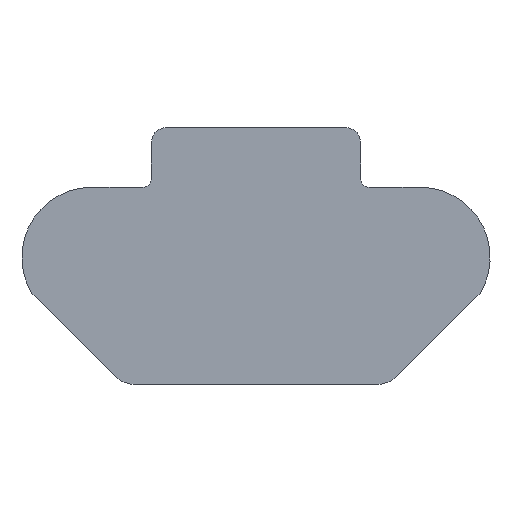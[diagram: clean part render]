
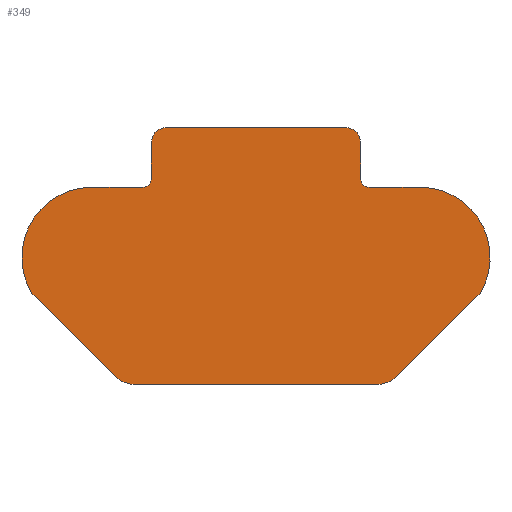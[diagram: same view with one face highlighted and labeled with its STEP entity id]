
A CAD part, front view. The second image highlights one B-rep face of the part: STEP entity #349.
In plain terms, the highlighted planar face has unit normal (0, -1, 0).
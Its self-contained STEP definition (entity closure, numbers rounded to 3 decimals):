
#18=PLANE('',#384);
#29=FACE_OUTER_BOUND('',#48,.T.);
#48=EDGE_LOOP('',(#244,#245,#246,#247,#248,#249,#250,#251,#252,#253,#254,
#255,#256,#257,#258,#259));
#69=LINE('',#538,#102);
#72=LINE('',#544,#105);
#73=LINE('',#548,#106);
#74=LINE('',#552,#107);
#75=LINE('',#556,#108);
#76=LINE('',#560,#109);
#77=LINE('',#564,#110);
#78=LINE('',#568,#111);
#102=VECTOR('',#429,10.);
#105=VECTOR('',#434,10.);
#106=VECTOR('',#437,10.);
#107=VECTOR('',#440,10.);
#108=VECTOR('',#443,10.);
#109=VECTOR('',#446,10.);
#110=VECTOR('',#449,10.);
#111=VECTOR('',#452,10.);
#134=CIRCLE('',#382,0.5);
#135=CIRCLE('',#385,0.5);
#136=CIRCLE('',#386,0.3);
#137=CIRCLE('',#387,2.338);
#138=CIRCLE('',#388,1.);
#139=CIRCLE('',#389,1.);
#140=CIRCLE('',#390,2.338);
#141=CIRCLE('',#391,0.3);
#153=VERTEX_POINT('',#531);
#154=VERTEX_POINT('',#533);
#155=VERTEX_POINT('',#537);
#157=VERTEX_POINT('',#543);
#158=VERTEX_POINT('',#545);
#159=VERTEX_POINT('',#547);
#160=VERTEX_POINT('',#549);
#161=VERTEX_POINT('',#551);
#162=VERTEX_POINT('',#553);
#163=VERTEX_POINT('',#555);
#164=VERTEX_POINT('',#557);
#165=VERTEX_POINT('',#559);
#166=VERTEX_POINT('',#561);
#167=VERTEX_POINT('',#563);
#168=VERTEX_POINT('',#565);
#169=VERTEX_POINT('',#567);
#187=EDGE_CURVE('',#153,#154,#134,.T.);
#189=EDGE_CURVE('',#155,#154,#69,.T.);
#192=EDGE_CURVE('',#153,#157,#72,.T.);
#193=EDGE_CURVE('',#158,#157,#135,.T.);
#194=EDGE_CURVE('',#158,#159,#73,.T.);
#195=EDGE_CURVE('',#160,#159,#136,.T.);
#196=EDGE_CURVE('',#160,#161,#74,.T.);
#197=EDGE_CURVE('',#161,#162,#137,.T.);
#198=EDGE_CURVE('',#162,#163,#75,.T.);
#199=EDGE_CURVE('',#164,#163,#138,.T.);
#200=EDGE_CURVE('',#164,#165,#76,.T.);
#201=EDGE_CURVE('',#166,#165,#139,.T.);
#202=EDGE_CURVE('',#166,#167,#77,.T.);
#203=EDGE_CURVE('',#167,#168,#140,.T.);
#204=EDGE_CURVE('',#168,#169,#78,.T.);
#205=EDGE_CURVE('',#155,#169,#141,.T.);
#244=ORIENTED_EDGE('',*,*,#187,.F.);
#245=ORIENTED_EDGE('',*,*,#192,.T.);
#246=ORIENTED_EDGE('',*,*,#193,.F.);
#247=ORIENTED_EDGE('',*,*,#194,.T.);
#248=ORIENTED_EDGE('',*,*,#195,.F.);
#249=ORIENTED_EDGE('',*,*,#196,.T.);
#250=ORIENTED_EDGE('',*,*,#197,.T.);
#251=ORIENTED_EDGE('',*,*,#198,.T.);
#252=ORIENTED_EDGE('',*,*,#199,.F.);
#253=ORIENTED_EDGE('',*,*,#200,.T.);
#254=ORIENTED_EDGE('',*,*,#201,.F.);
#255=ORIENTED_EDGE('',*,*,#202,.T.);
#256=ORIENTED_EDGE('',*,*,#203,.T.);
#257=ORIENTED_EDGE('',*,*,#204,.T.);
#258=ORIENTED_EDGE('',*,*,#205,.F.);
#259=ORIENTED_EDGE('',*,*,#189,.T.);
#349=ADVANCED_FACE('',(#29),#18,.F.);
#382=AXIS2_PLACEMENT_3D('',#534,#424,#425);
#384=AXIS2_PLACEMENT_3D('',#542,#432,#433);
#385=AXIS2_PLACEMENT_3D('',#546,#435,#436);
#386=AXIS2_PLACEMENT_3D('',#550,#438,#439);
#387=AXIS2_PLACEMENT_3D('',#554,#441,#442);
#388=AXIS2_PLACEMENT_3D('',#558,#444,#445);
#389=AXIS2_PLACEMENT_3D('',#562,#447,#448);
#390=AXIS2_PLACEMENT_3D('',#566,#450,#451);
#391=AXIS2_PLACEMENT_3D('',#569,#453,#454);
#424=DIRECTION('center_axis',(0.,1.,0.));
#425=DIRECTION('ref_axis',(0.707,0.,0.707));
#429=DIRECTION('',(0.,0.,1.));
#432=DIRECTION('center_axis',(0.,1.,0.));
#433=DIRECTION('ref_axis',(1.,0.,0.));
#434=DIRECTION('',(-1.,0.,0.));
#435=DIRECTION('center_axis',(0.,1.,0.));
#436=DIRECTION('ref_axis',(-0.707,0.,0.707));
#437=DIRECTION('',(0.,0.,-1.));
#438=DIRECTION('center_axis',(0.,-1.,0.));
#439=DIRECTION('ref_axis',(0.707,0.,-0.707));
#440=DIRECTION('',(-1.,0.,0.));
#441=DIRECTION('center_axis',(0.,-1.,0.));
#442=DIRECTION('ref_axis',(-0.855,0.,-0.518));
#443=DIRECTION('',(0.707,0.,-0.707));
#444=DIRECTION('center_axis',(0.,1.,0.));
#445=DIRECTION('ref_axis',(-0.383,0.,-0.924));
#446=DIRECTION('',(1.,0.,0.));
#447=DIRECTION('center_axis',(0.,1.,0.));
#448=DIRECTION('ref_axis',(0.383,0.,-0.924));
#449=DIRECTION('',(0.707,0.,0.707));
#450=DIRECTION('center_axis',(0.,-1.,0.));
#451=DIRECTION('ref_axis',(0.,0.,1.));
#452=DIRECTION('',(-1.,0.,0.));
#453=DIRECTION('center_axis',(0.,-1.,0.));
#454=DIRECTION('ref_axis',(-0.707,0.,-0.707));
#531=CARTESIAN_POINT('',(3.,-10.,8.6));
#533=CARTESIAN_POINT('',(3.5,-10.,8.1));
#534=CARTESIAN_POINT('Origin',(3.,-10.,8.1));
#537=CARTESIAN_POINT('',(3.5,-10.,6.9));
#538=CARTESIAN_POINT('',(3.5,-10.,8.6));
#542=CARTESIAN_POINT('Origin',(0.,-10.,4.3));
#543=CARTESIAN_POINT('',(-3.,-10.,8.6));
#544=CARTESIAN_POINT('',(-3.5,-10.,8.6));
#545=CARTESIAN_POINT('',(-3.5,-10.,8.1));
#546=CARTESIAN_POINT('Origin',(-3.,-10.,8.1));
#547=CARTESIAN_POINT('',(-3.5,-10.,6.9));
#548=CARTESIAN_POINT('',(-3.5,-10.,8.6));
#549=CARTESIAN_POINT('',(-3.8,-10.,6.6));
#550=CARTESIAN_POINT('Origin',(-3.8,-10.,6.9));
#551=CARTESIAN_POINT('',(-5.5,-10.,6.6));
#552=CARTESIAN_POINT('',(-5.5,-10.,6.6));
#553=CARTESIAN_POINT('',(-7.5,-10.,3.05));
#554=CARTESIAN_POINT('Origin',(-5.5,-10.,4.262));
#555=CARTESIAN_POINT('',(-4.743,-10.,0.293));
#556=CARTESIAN_POINT('',(-4.45,-10.,0.));
#557=CARTESIAN_POINT('',(-4.036,-10.,0.));
#558=CARTESIAN_POINT('Origin',(-4.036,-10.,1.));
#559=CARTESIAN_POINT('',(4.036,-10.,0.));
#560=CARTESIAN_POINT('',(4.45,-10.,0.));
#561=CARTESIAN_POINT('',(4.743,-10.,0.293));
#562=CARTESIAN_POINT('Origin',(4.036,-10.,1.));
#563=CARTESIAN_POINT('',(7.5,-10.,3.05));
#564=CARTESIAN_POINT('',(4.45,-10.,0.));
#565=CARTESIAN_POINT('',(5.5,-10.,6.6));
#566=CARTESIAN_POINT('Origin',(5.5,-10.,4.262));
#567=CARTESIAN_POINT('',(3.8,-10.,6.6));
#568=CARTESIAN_POINT('',(3.5,-10.,6.6));
#569=CARTESIAN_POINT('Origin',(3.8,-10.,6.9));
